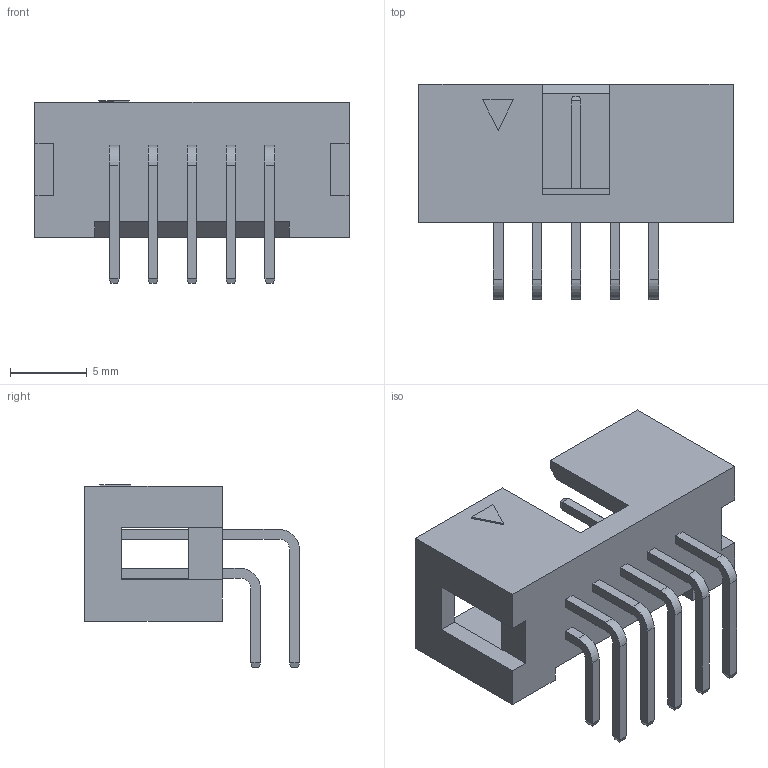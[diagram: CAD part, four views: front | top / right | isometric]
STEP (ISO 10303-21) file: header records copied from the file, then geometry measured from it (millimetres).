
FILE_DESCRIPTION (( 'STEP AP214' ), '1' );
FILE_NAME ('3DC3429A-9829-45DA-9D81-8323F9EA292E.STEP', '2024-11-05T15:47:27', ( '' ), ( '' ), 'SwSTEP 2.0', 'SolidWorks 2022', '' );
FILE_SCHEMA (( 'AUTOMOTIVE_DESIGN' ));
Length unit declared in the file: millimetre
Products named in the file (1): 3DC3429A-9829-45DA-9D81-8323F9EA292E
Bounding box: 20.5 x 14.02 x 11.9 mm (x, y, z)
Volume: 795.2 mm3; surface area: 1544 mm2
Topology: 1 solids, 1 shells, 256 faces, 623 edges, 386 vertices
Faces by surface type: plane 236, cylinder 20
Entity records: 7701 total; most frequent: CARTESIAN_POINT 1266, ORIENTED_EDGE 1246, DIRECTION 1177, EDGE_CURVE 623, LINE 583, VECTOR 583, VERTEX_POINT 386, AXIS2_PLACEMENT_3D 297
